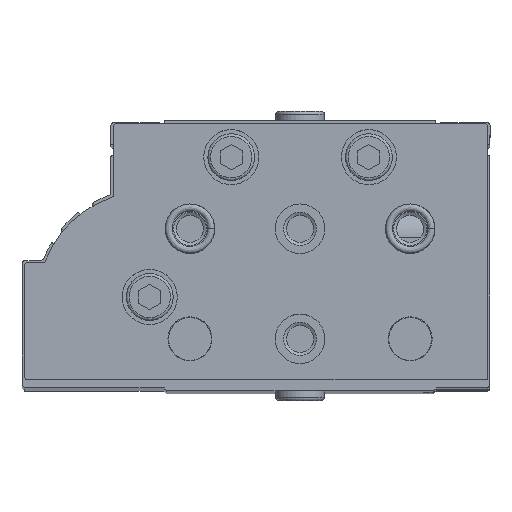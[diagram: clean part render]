
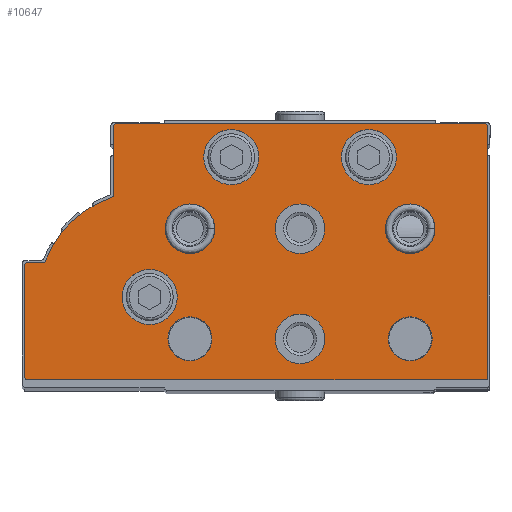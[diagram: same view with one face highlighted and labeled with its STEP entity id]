
A CAD part, top view. The second image highlights one B-rep face of the part: STEP entity #10647.
In plain terms, the highlighted face is planar.
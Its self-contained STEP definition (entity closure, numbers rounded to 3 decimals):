
#1112=LINE('',#18034,#1958);
#1114=LINE('',#18038,#1960);
#1117=LINE('',#18046,#1963);
#1120=LINE('',#18054,#1966);
#1125=LINE('',#18070,#1971);
#1128=LINE('',#18078,#1974);
#1958=VECTOR('',#14630,1000.);
#1960=VECTOR('',#14634,1000.);
#1963=VECTOR('',#14643,1000.);
#1966=VECTOR('',#14652,1000.);
#1971=VECTOR('',#14671,1000.);
#1974=VECTOR('',#14680,1000.);
#4255=ORIENTED_EDGE('',*,*,#6116,.T.);
#4256=ORIENTED_EDGE('',*,*,#6117,.T.);
#4257=ORIENTED_EDGE('',*,*,#6118,.T.);
#4258=ORIENTED_EDGE('',*,*,#6119,.T.);
#4259=ORIENTED_EDGE('',*,*,#6120,.T.);
#4260=ORIENTED_EDGE('',*,*,#6121,.T.);
#4261=ORIENTED_EDGE('',*,*,#6122,.T.);
#4262=ORIENTED_EDGE('',*,*,#6123,.T.);
#4263=ORIENTED_EDGE('',*,*,#6124,.T.);
#4264=ORIENTED_EDGE('',*,*,#6089,.F.);
#4265=ORIENTED_EDGE('',*,*,#6114,.F.);
#4266=ORIENTED_EDGE('',*,*,#6112,.F.);
#4267=ORIENTED_EDGE('',*,*,#6110,.F.);
#4268=ORIENTED_EDGE('',*,*,#6108,.T.);
#4269=ORIENTED_EDGE('',*,*,#6106,.F.);
#4270=ORIENTED_EDGE('',*,*,#6104,.T.);
#4271=ORIENTED_EDGE('',*,*,#6102,.F.);
#4272=ORIENTED_EDGE('',*,*,#6100,.F.);
#4273=ORIENTED_EDGE('',*,*,#6098,.F.);
#4274=ORIENTED_EDGE('',*,*,#6096,.F.);
#4275=ORIENTED_EDGE('',*,*,#6094,.F.);
#4276=ORIENTED_EDGE('',*,*,#6092,.F.);
#6089=EDGE_CURVE('',#7245,#7246,#7853,.T.);
#6092=EDGE_CURVE('',#7246,#7247,#1112,.T.);
#6094=EDGE_CURVE('',#7247,#7248,#1114,.T.);
#6096=EDGE_CURVE('',#7248,#7249,#7854,.T.);
#6098=EDGE_CURVE('',#7249,#7250,#1117,.T.);
#6100=EDGE_CURVE('',#7250,#7251,#7855,.T.);
#6102=EDGE_CURVE('',#7251,#7252,#1120,.T.);
#6104=EDGE_CURVE('',#7253,#7252,#7856,.T.);
#6106=EDGE_CURVE('',#7253,#7254,#7857,.T.);
#6108=EDGE_CURVE('',#7255,#7254,#7858,.T.);
#6110=EDGE_CURVE('',#7255,#7256,#1125,.T.);
#6112=EDGE_CURVE('',#7256,#7257,#7859,.T.);
#6114=EDGE_CURVE('',#7257,#7245,#1128,.T.);
#6116=EDGE_CURVE('',#7258,#7258,#7860,.T.);
#6117=EDGE_CURVE('',#7259,#7259,#7861,.T.);
#6118=EDGE_CURVE('',#7260,#7260,#7862,.T.);
#6119=EDGE_CURVE('',#7261,#7261,#7863,.T.);
#6120=EDGE_CURVE('',#7262,#7262,#7864,.T.);
#6121=EDGE_CURVE('',#7263,#7263,#7865,.T.);
#6122=EDGE_CURVE('',#7264,#7264,#7866,.T.);
#6123=EDGE_CURVE('',#7265,#7265,#7867,.T.);
#6124=EDGE_CURVE('',#7266,#7266,#7868,.T.);
#7245=VERTEX_POINT('',#18029);
#7246=VERTEX_POINT('',#18030);
#7247=VERTEX_POINT('',#18035);
#7248=VERTEX_POINT('',#18039);
#7249=VERTEX_POINT('',#18043);
#7250=VERTEX_POINT('',#18047);
#7251=VERTEX_POINT('',#18051);
#7252=VERTEX_POINT('',#18055);
#7253=VERTEX_POINT('',#18059);
#7254=VERTEX_POINT('',#18063);
#7255=VERTEX_POINT('',#18067);
#7256=VERTEX_POINT('',#18071);
#7257=VERTEX_POINT('',#18075);
#7258=VERTEX_POINT('',#18082);
#7259=VERTEX_POINT('',#18084);
#7260=VERTEX_POINT('',#18086);
#7261=VERTEX_POINT('',#18088);
#7262=VERTEX_POINT('',#18090);
#7263=VERTEX_POINT('',#18092);
#7264=VERTEX_POINT('',#18094);
#7265=VERTEX_POINT('',#18096);
#7266=VERTEX_POINT('',#18098);
#7853=CIRCLE('',#11915,0.5);
#7854=CIRCLE('',#11919,0.5);
#7855=CIRCLE('',#11922,0.5);
#7856=CIRCLE('',#11925,0.5);
#7857=CIRCLE('',#11927,19.5);
#7858=CIRCLE('',#11929,0.5);
#7859=CIRCLE('',#11932,0.5);
#7860=CIRCLE('',#11935,5.);
#7861=CIRCLE('',#11936,5.);
#7862=CIRCLE('',#11937,5.);
#7863=CIRCLE('',#11938,4.5);
#7864=CIRCLE('',#11939,4.5);
#7865=CIRCLE('',#11940,4.5);
#7866=CIRCLE('',#11941,4.5);
#7867=CIRCLE('',#11942,4.);
#7868=CIRCLE('',#11943,4.);
#8613=EDGE_LOOP('',(#4255));
#8614=EDGE_LOOP('',(#4256));
#8615=EDGE_LOOP('',(#4257));
#8616=EDGE_LOOP('',(#4258));
#8617=EDGE_LOOP('',(#4259));
#8618=EDGE_LOOP('',(#4260));
#8619=EDGE_LOOP('',(#4261));
#8620=EDGE_LOOP('',(#4262));
#8621=EDGE_LOOP('',(#4263));
#8622=EDGE_LOOP('',(#4264,#4265,#4266,#4267,#4268,#4269,#4270,#4271,#4272,
#4273,#4274,#4275,#4276));
#9554=FACE_BOUND('',#8613,.T.);
#9555=FACE_BOUND('',#8614,.T.);
#9556=FACE_BOUND('',#8615,.T.);
#9557=FACE_BOUND('',#8616,.T.);
#9558=FACE_BOUND('',#8617,.T.);
#9559=FACE_BOUND('',#8618,.T.);
#9560=FACE_BOUND('',#8619,.T.);
#9561=FACE_BOUND('',#8620,.T.);
#9562=FACE_BOUND('',#8621,.T.);
#9563=FACE_BOUND('',#8622,.T.);
#10110=PLANE('',#11934);
#10647=ADVANCED_FACE('',(#9554,#9555,#9556,#9557,#9558,#9559,#9560,#9561,
#9562,#9563),#10110,.F.);
#11915=AXIS2_PLACEMENT_3D('',#18028,#14624,#14625);
#11919=AXIS2_PLACEMENT_3D('',#18042,#14638,#14639);
#11922=AXIS2_PLACEMENT_3D('',#18050,#14647,#14648);
#11925=AXIS2_PLACEMENT_3D('',#18058,#14656,#14657);
#11927=AXIS2_PLACEMENT_3D('',#18062,#14661,#14662);
#11929=AXIS2_PLACEMENT_3D('',#18066,#14666,#14667);
#11932=AXIS2_PLACEMENT_3D('',#18074,#14675,#14676);
#11934=AXIS2_PLACEMENT_3D('',#18080,#14682,#14683);
#11935=AXIS2_PLACEMENT_3D('',#18081,#14684,#14685);
#11936=AXIS2_PLACEMENT_3D('',#18083,#14686,#14687);
#11937=AXIS2_PLACEMENT_3D('',#18085,#14688,#14689);
#11938=AXIS2_PLACEMENT_3D('',#18087,#14690,#14691);
#11939=AXIS2_PLACEMENT_3D('',#18089,#14692,#14693);
#11940=AXIS2_PLACEMENT_3D('',#18091,#14694,#14695);
#11941=AXIS2_PLACEMENT_3D('',#18093,#14696,#14697);
#11942=AXIS2_PLACEMENT_3D('',#18095,#14698,#14699);
#11943=AXIS2_PLACEMENT_3D('',#18097,#14700,#14701);
#14624=DIRECTION('',(0.,0.,1.));
#14625=DIRECTION('',(1.,0.,0.));
#14630=DIRECTION('',(0.,-1.,0.));
#14634=DIRECTION('',(1.,0.,0.));
#14638=DIRECTION('',(0.,0.,1.));
#14639=DIRECTION('',(1.,0.,0.));
#14643=DIRECTION('',(0.,1.,0.));
#14647=DIRECTION('',(0.,0.,1.));
#14648=DIRECTION('',(1.,0.,0.));
#14652=DIRECTION('',(-1.,0.,0.));
#14656=DIRECTION('',(0.,0.,1.));
#14657=DIRECTION('',(1.,0.,0.));
#14661=DIRECTION('',(0.,0.,1.));
#14662=DIRECTION('',(1.,0.,0.));
#14666=DIRECTION('',(0.,0.,1.));
#14667=DIRECTION('',(1.,0.,0.));
#14671=DIRECTION('',(0.,1.,0.));
#14675=DIRECTION('',(0.,0.,1.));
#14676=DIRECTION('',(1.,0.,0.));
#14680=DIRECTION('',(-1.,0.,0.));
#14682=DIRECTION('',(0.,0.,1.));
#14683=DIRECTION('',(1.,0.,0.));
#14684=DIRECTION('',(0.,0.,1.));
#14685=DIRECTION('',(1.,0.,0.));
#14686=DIRECTION('',(0.,0.,1.));
#14687=DIRECTION('',(1.,0.,0.));
#14688=DIRECTION('',(0.,0.,1.));
#14689=DIRECTION('',(1.,0.,0.));
#14690=DIRECTION('',(0.,0.,1.));
#14691=DIRECTION('',(1.,0.,0.));
#14692=DIRECTION('',(0.,0.,1.));
#14693=DIRECTION('',(1.,0.,0.));
#14694=DIRECTION('',(0.,0.,1.));
#14695=DIRECTION('',(1.,0.,0.));
#14696=DIRECTION('',(0.,0.,1.));
#14697=DIRECTION('',(1.,0.,0.));
#14698=DIRECTION('',(0.,0.,1.));
#14699=DIRECTION('',(1.,0.,0.));
#14700=DIRECTION('',(0.,0.,1.));
#14701=DIRECTION('',(1.,0.,0.));
#18028=CARTESIAN_POINT('',(0.5,46.,0.));
#18029=CARTESIAN_POINT('',(0.5,46.5,0.));
#18030=CARTESIAN_POINT('',(0.,46.,0.));
#18034=CARTESIAN_POINT('',(0.,46.,0.));
#18035=CARTESIAN_POINT('',(0.,0.,0.));
#18038=CARTESIAN_POINT('',(0.,0.,0.));
#18039=CARTESIAN_POINT('',(83.5,0.,0.));
#18042=CARTESIAN_POINT('',(83.5,0.5,0.));
#18043=CARTESIAN_POINT('',(84.,0.5,0.));
#18046=CARTESIAN_POINT('',(84.,0.5,0.));
#18047=CARTESIAN_POINT('',(84.,20.7,0.));
#18050=CARTESIAN_POINT('',(83.5,20.7,0.));
#18051=CARTESIAN_POINT('',(83.5,21.2,0.));
#18054=CARTESIAN_POINT('',(83.5,21.2,0.));
#18055=CARTESIAN_POINT('',(80.697,21.2,0.));
#18058=CARTESIAN_POINT('',(80.697,21.7,0.));
#18059=CARTESIAN_POINT('',(80.23,21.523,0.));
#18062=CARTESIAN_POINT('',(62.,14.6,0.));
#18063=CARTESIAN_POINT('',(68.191,33.091,0.));
#18066=CARTESIAN_POINT('',(68.35,33.565,0.));
#18067=CARTESIAN_POINT('',(67.85,33.565,0.));
#18070=CARTESIAN_POINT('',(67.85,33.565,0.));
#18071=CARTESIAN_POINT('',(67.85,46.,0.));
#18074=CARTESIAN_POINT('',(67.35,46.,0.));
#18075=CARTESIAN_POINT('',(67.35,46.5,0.));
#18078=CARTESIAN_POINT('',(67.35,46.5,0.));
#18080=CARTESIAN_POINT('',(0.5,46.,0.));
#18081=CARTESIAN_POINT('',(61.3,15.,0.));
#18082=CARTESIAN_POINT('',(66.3,15.,0.));
#18083=CARTESIAN_POINT('',(46.5,40.4,0.));
#18084=CARTESIAN_POINT('',(51.5,40.4,0.));
#18085=CARTESIAN_POINT('',(21.5,40.4,0.));
#18086=CARTESIAN_POINT('',(26.5,40.4,0.));
#18087=CARTESIAN_POINT('',(54.,27.4,0.));
#18088=CARTESIAN_POINT('',(58.5,27.4,0.));
#18089=CARTESIAN_POINT('',(34.,27.4,0.));
#18090=CARTESIAN_POINT('',(38.5,27.4,0.));
#18091=CARTESIAN_POINT('',(14.,27.4,0.));
#18092=CARTESIAN_POINT('',(18.5,27.4,0.));
#18093=CARTESIAN_POINT('',(34.,7.4,0.));
#18094=CARTESIAN_POINT('',(38.5,7.4,0.));
#18095=CARTESIAN_POINT('',(54.,7.4,0.));
#18096=CARTESIAN_POINT('',(58.,7.4,0.));
#18097=CARTESIAN_POINT('',(14.,7.4,0.));
#18098=CARTESIAN_POINT('',(18.,7.4,0.));
